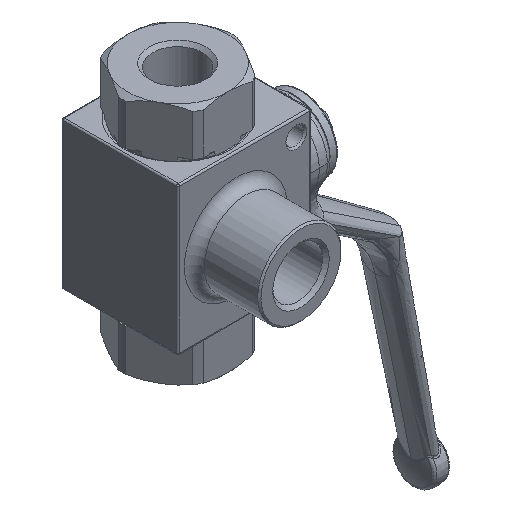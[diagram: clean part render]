
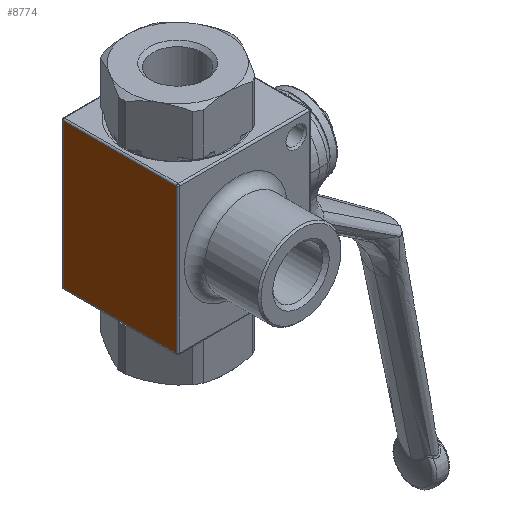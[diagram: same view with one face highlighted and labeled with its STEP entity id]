
A CAD part, isometric view. The second image highlights one B-rep face of the part: STEP entity #8774.
In plain terms, the highlighted planar face has unit normal (-1, 0, 0).
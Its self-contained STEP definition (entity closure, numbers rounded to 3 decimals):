
#624=LINE('',#25930,#948);
#627=LINE('',#25960,#951);
#636=LINE('',#25987,#960);
#638=LINE('',#25990,#962);
#948=VECTOR('',#10462,1000.);
#951=VECTOR('',#10503,1000.);
#960=VECTOR('',#10540,1000.);
#962=VECTOR('',#10544,1000.);
#2316=ORIENTED_EDGE('',*,*,#3788,.F.);
#2317=ORIENTED_EDGE('',*,*,#3803,.F.);
#2318=ORIENTED_EDGE('',*,*,#3773,.F.);
#2319=ORIENTED_EDGE('',*,*,#3805,.F.);
#3773=EDGE_CURVE('',#4600,#4602,#624,.T.);
#3788=EDGE_CURVE('',#4610,#4606,#627,.T.);
#3803=EDGE_CURVE('',#4602,#4610,#636,.T.);
#3805=EDGE_CURVE('',#4606,#4600,#638,.T.);
#4600=VERTEX_POINT('',#25920);
#4602=VERTEX_POINT('',#25927);
#4606=VERTEX_POINT('',#25941);
#4610=VERTEX_POINT('',#25956);
#5514=EDGE_LOOP('',(#2316,#2317,#2318,#2319));
#5929=FACE_BOUND('',#5514,.T.);
#6185=PLANE('',#9304);
#8774=ADVANCED_FACE('',(#5929),#6185,.T.);
#9304=AXIS2_PLACEMENT_3D('',#25998,#10554,#10555);
#10462=DIRECTION('',(0.,0.,1.));
#10503=DIRECTION('',(0.,0.,-1.));
#10540=DIRECTION('',(0.,-1.,0.));
#10544=DIRECTION('',(0.,1.,0.));
#10554=DIRECTION('',(-1.,0.,0.));
#10555=DIRECTION('',(0.,-1.,0.));
#25920=CARTESIAN_POINT('',(-14.321,46.685,-54.464));
#25927=CARTESIAN_POINT('',(-14.321,46.685,-11.064));
#25930=CARTESIAN_POINT('',(-14.321,46.685,-32.764));
#25941=CARTESIAN_POINT('',(-14.321,12.685,-54.464));
#25956=CARTESIAN_POINT('',(-14.321,12.685,-11.064));
#25960=CARTESIAN_POINT('',(-14.321,12.685,-32.764));
#25987=CARTESIAN_POINT('',(-14.321,38.435,-11.064));
#25990=CARTESIAN_POINT('',(-14.321,38.435,-54.464));
#25998=CARTESIAN_POINT('',(-14.321,47.185,-32.764));
